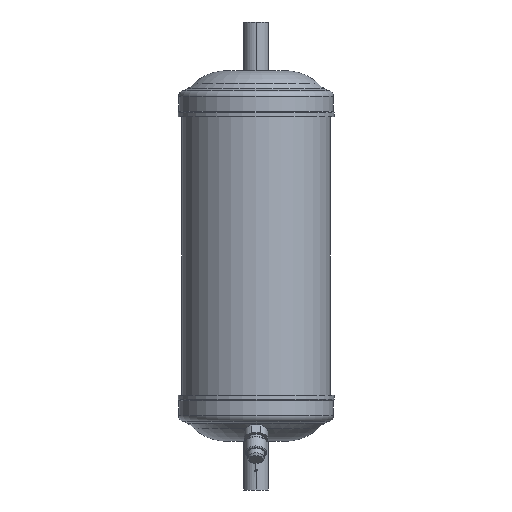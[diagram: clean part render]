
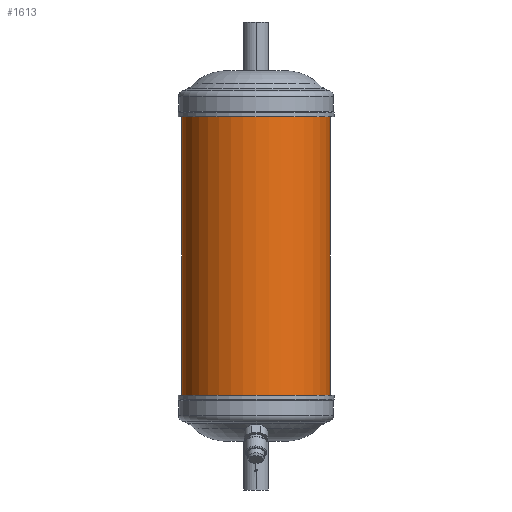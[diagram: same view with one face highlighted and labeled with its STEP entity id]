
A CAD part, front view. The second image highlights one B-rep face of the part: STEP entity #1613.
In plain terms, the highlighted cylindrical face has radius 38.1 mm (diameter 76.2 mm), a partial arc.
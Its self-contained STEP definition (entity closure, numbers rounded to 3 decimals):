
#1 = ORIENTED_EDGE ( 'NONE', *, *, #643, .F. ) ;
#107 = AXIS2_PLACEMENT_3D ( 'NONE', #427, #2138, #2828 ) ;
#110 = DIRECTION ( 'NONE',  ( -1., 0., 0. ) ) ;
#172 = VECTOR ( 'NONE', #2587, 1000. ) ;
#308 = EDGE_LOOP ( 'NONE', ( #1632, #1689, #1157, #1 ) ) ;
#427 = CARTESIAN_POINT ( 'NONE',  ( 0., 0., -71.4 ) ) ;
#529 = FACE_OUTER_BOUND ( 'NONE', #308, .T. ) ;
#558 = CARTESIAN_POINT ( 'NONE',  ( 0., 0., 82. ) ) ;
#643 = EDGE_CURVE ( 'NONE', #1377, #2059, #1444, .T. ) ;
#673 = EDGE_CURVE ( 'NONE', #1783, #2059, #2151, .T. ) ;
#699 = CARTESIAN_POINT ( 'NONE',  ( 0., 0., 71.4 ) ) ;
#750 = AXIS2_PLACEMENT_3D ( 'NONE', #558, #2092, #110 ) ;
#831 = CARTESIAN_POINT ( 'NONE',  ( -38.1, 0., 82. ) ) ;
#836 = LINE ( 'NONE', #1041, #172 ) ;
#875 = AXIS2_PLACEMENT_3D ( 'NONE', #699, #1583, #2466 ) ;
#1041 = CARTESIAN_POINT ( 'NONE',  ( 38.1, 0., 82. ) ) ;
#1046 = CARTESIAN_POINT ( 'NONE',  ( -38.1, 0., 71.4 ) ) ;
#1064 = EDGE_CURVE ( 'NONE', #1783, #1080, #1619, .T. ) ;
#1080 = VERTEX_POINT ( 'NONE', #2034 ) ;
#1157 = ORIENTED_EDGE ( 'NONE', *, *, #673, .T. ) ;
#1356 = CARTESIAN_POINT ( 'NONE',  ( 38.1, 0., -71.4 ) ) ;
#1377 = VERTEX_POINT ( 'NONE', #1356 ) ;
#1444 = CIRCLE ( 'NONE', #107, 38.1 ) ;
#1583 = DIRECTION ( 'NONE',  ( 0., 0., 1. ) ) ;
#1613 = ADVANCED_FACE ( 'NONE', ( #529 ), #2495, .T. ) ;
#1619 = CIRCLE ( 'NONE', #875, 38.1 ) ;
#1631 = VECTOR ( 'NONE', #1903, 1000. ) ;
#1632 = ORIENTED_EDGE ( 'NONE', *, *, #2208, .F. ) ;
#1689 = ORIENTED_EDGE ( 'NONE', *, *, #1064, .F. ) ;
#1783 = VERTEX_POINT ( 'NONE', #1046 ) ;
#1903 = DIRECTION ( 'NONE',  ( 0., 0., -1. ) ) ;
#2034 = CARTESIAN_POINT ( 'NONE',  ( 38.1, 0., 71.4 ) ) ;
#2059 = VERTEX_POINT ( 'NONE', #2302 ) ;
#2092 = DIRECTION ( 'NONE',  ( 0., 0., -1. ) ) ;
#2138 = DIRECTION ( 'NONE',  ( 0., 0., -1. ) ) ;
#2151 = LINE ( 'NONE', #831, #1631 ) ;
#2208 = EDGE_CURVE ( 'NONE', #1080, #1377, #836, .T. ) ;
#2302 = CARTESIAN_POINT ( 'NONE',  ( -38.1, 0., -71.4 ) ) ;
#2466 = DIRECTION ( 'NONE',  ( 1., 0., 0. ) ) ;
#2495 = CYLINDRICAL_SURFACE ( 'NONE', #750, 38.1 ) ;
#2587 = DIRECTION ( 'NONE',  ( 0., 0., -1. ) ) ;
#2828 = DIRECTION ( 'NONE',  ( -1., 0., 0. ) ) ;
